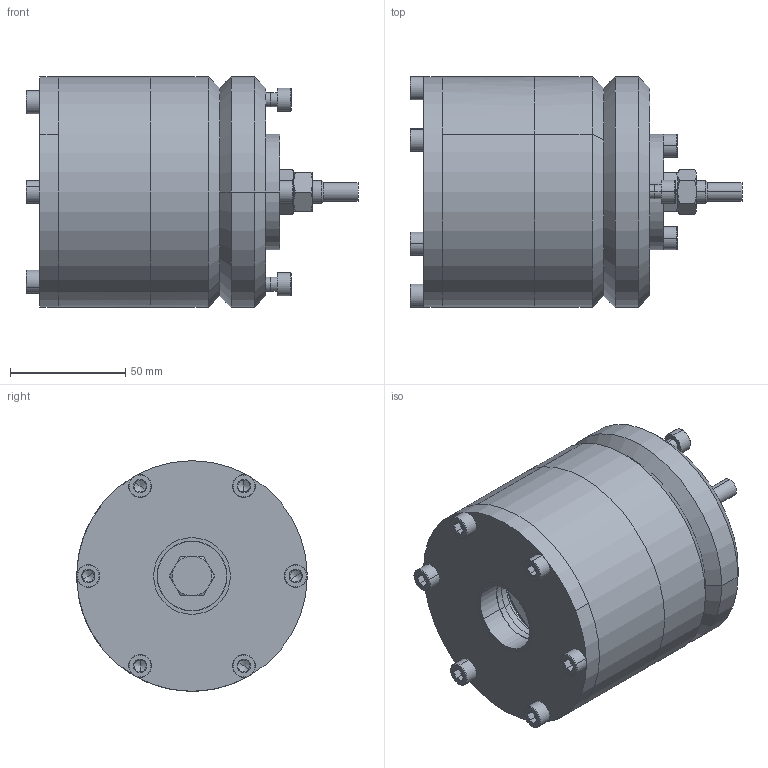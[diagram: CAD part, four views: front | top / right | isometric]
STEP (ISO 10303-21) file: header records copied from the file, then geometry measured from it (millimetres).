
FILE_DESCRIPTION(/* description */ ('VariCAD 2021-1.02 AP-214'),/* implementation_level */ '2;1');
FILE_NAME(/* name */ '04_160224_Alt-Grinder_3.stp',/* time_stamp */ '2021-09-04T11:11:39+02:00',/* author */ (''),/* organization */ (''),/* preprocessor_version */ 'VariCAD 2021-1.02',/* originating_system */ 'VariCAD 2021-1.02; kernel version (20180118)',/* authorisation */ '');
FILE_SCHEMA(('AUTOMOTIVE_DESIGN'));
Length unit declared in the file: millimetre
Products named in the file (62): 04_160224_Alt-Grinder_3; Washer M10; Nut M10; Screw M10x100; Screw M6x12; Screw M6x25; Screw M6x16
Assembly tree (61 placements, depth 2):
  04_160224_Alt-Grinder_3
    (unnamed)
    (unnamed)
    (unnamed)
    (unnamed)
    (unnamed)
    (unnamed)
    (unnamed)
    (unnamed)
    (unnamed)
    (unnamed)
    (unnamed)
    (unnamed)
    (unnamed)
    (unnamed)
    (unnamed)
    (unnamed)
    (unnamed)
    (unnamed)
    (unnamed)
    (unnamed)
    (unnamed)
    (unnamed)
    (unnamed)
    (unnamed)
    (unnamed)
    (unnamed)
    (unnamed)
    (unnamed)
    (unnamed)
    (unnamed)
    (unnamed)
    (unnamed)
    (unnamed)
    (unnamed)
    (unnamed)
    (unnamed)
    (unnamed)
    (unnamed)
    (unnamed)
    (unnamed)
    Washer M10
    Nut M10
    Nut M10
    Screw M10x100
    Screw M6x12
    Screw M6x12
    Screw M6x25
    Screw M6x25
    Screw M6x16
    Screw M6x16
    Screw M6x16
    Screw M6x16
    Screw M6x16
    Screw M6x16
    (unnamed)
    (unnamed)
    (unnamed)
    (unnamed)
    (unnamed)
Bounding box: 144 x 100 x 100 mm (x, y, z)
Volume: 639286.4 mm3; surface area: 157631.8 mm2
Topology: 61 solids, 61 shells, 838 faces, 1935 edges, 1132 vertices
Faces by surface type: cylinder 246, cone 202, plane 194, sphere 128, torus 68
Entity records: 28933 total; most frequent: CARTESIAN_POINT 5403, DIRECTION 4547, ORIENTED_EDGE 3574, AXIS2_PLACEMENT_3D 1995, EDGE_CURVE 1787, VERTEX_POINT 1132, CIRCLE 973, EDGE_LOOP 963
